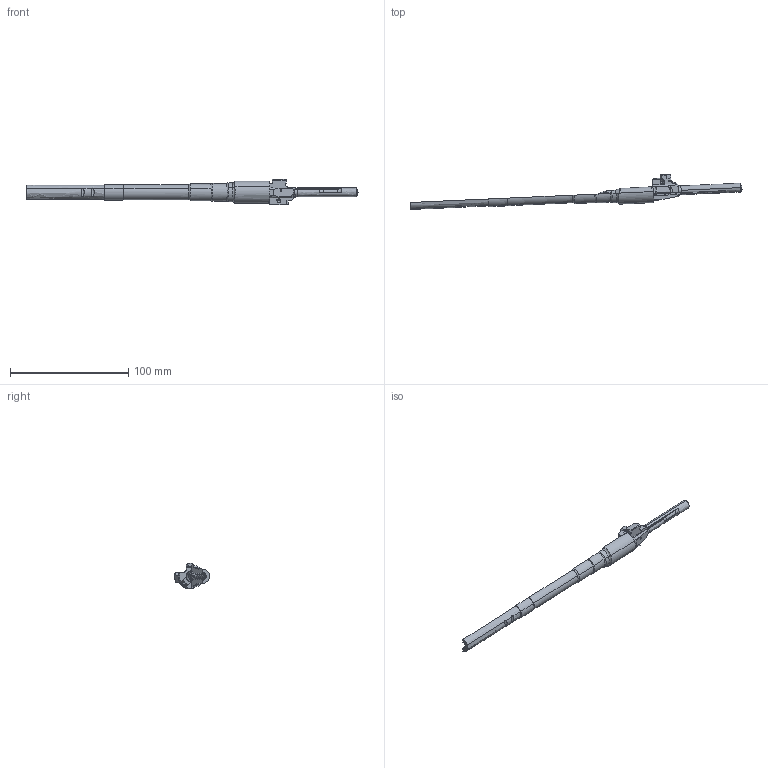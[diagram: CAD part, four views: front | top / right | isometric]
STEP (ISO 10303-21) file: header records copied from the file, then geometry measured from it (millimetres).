
FILE_DESCRIPTION(('FreeCAD Model'),'2;1');
FILE_NAME('Open CASCADE Shape Model','2025-05-03T13:01:50',('FreeCAD'),( 'FreeCAD'),'Open CASCADE STEP processor 7.6','FreeCAD','Unknown');
FILE_SCHEMA(('AUTOMOTIVE_DESIGN { 1 0 10303 214 1 1 1 1 }'));
Products named in the file (1): Open CASCADE STEP translator 7.6 1
Bounding box: 280.47 x 29.62 x 21.24 mm (x, y, z)
Volume: 19622.3 mm3; surface area: 16190.4 mm2
Topology: 14 solids, 84 shells, 1257 faces, 3672 edges, 2552 vertices
Faces by surface type: bspline 1257
Entity records: 58891 total; most frequent: CARTESIAN_POINT 37350, ORIENTED_EDGE 7256, EDGE_CURVE 3628, B_SPLINE_CURVE_WITH_KNOTS 3164, VERTEX_POINT 2552, FACE_BOUND 1289, EDGE_LOOP 1289, ADVANCED_FACE 1257
